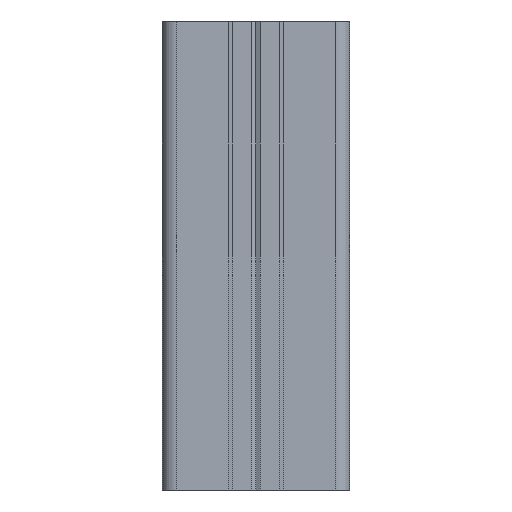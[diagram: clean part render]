
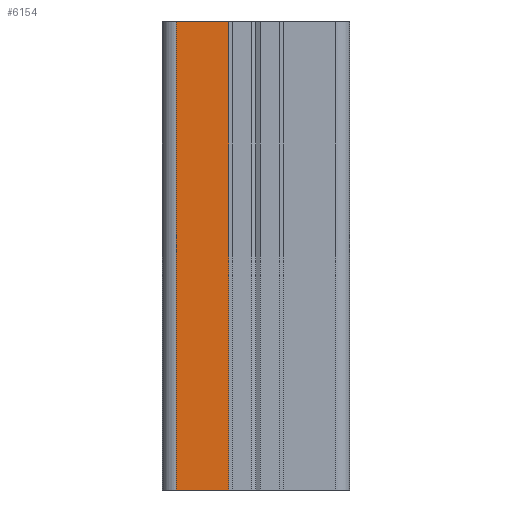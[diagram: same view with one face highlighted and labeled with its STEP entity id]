
A CAD part, front view. The second image highlights one B-rep face of the part: STEP entity #6154.
In plain terms, the highlighted planar face has unit normal (0, -1, 0).
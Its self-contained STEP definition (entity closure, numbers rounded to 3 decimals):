
#71 = DIRECTION ( 'NONE',  ( 0., 0., -1. ) ) ;
#72 = VECTOR ( 'NONE', #71, 1000. ) ;
#73 = CARTESIAN_POINT ( 'NONE',  ( -5.8, -60., 100. ) ) ;
#74 = LINE ( 'NONE', #73, #72 ) ;
#85 = FACE_OUTER_BOUND ( 'NONE', #6112, .T. ) ;
#104 = DIRECTION ( 'NONE',  ( 0., 0., 1. ) ) ;
#105 = DIRECTION ( 'NONE',  ( 0., 1., 0. ) ) ;
#106 = CARTESIAN_POINT ( 'NONE',  ( -5.8, -60., 100. ) ) ;
#109 = DIRECTION ( 'NONE',  ( 0., 0., -1. ) ) ;
#110 = VECTOR ( 'NONE', #109, 1000. ) ;
#111 = CARTESIAN_POINT ( 'NONE',  ( -17., -60., 100. ) ) ;
#112 = LINE ( 'NONE', #111, #110 ) ;
#113 = PLANE ( 'NONE',  #114 ) ;
#114 = AXIS2_PLACEMENT_3D ( 'NONE', #106, #105, #104 ) ;
#4100 = VERTEX_POINT ( 'NONE', #8787 ) ;
#4104 = EDGE_CURVE ( 'NONE', #4100, #4110, #8824, .T. ) ;
#4110 = VERTEX_POINT ( 'NONE', #8825 ) ;
#5013 = EDGE_CURVE ( 'NONE', #5037, #5030, #10389, .T. ) ;
#5030 = VERTEX_POINT ( 'NONE', #10423 ) ;
#5037 = VERTEX_POINT ( 'NONE', #10411 ) ;
#6112 = EDGE_LOOP ( 'NONE', ( #6155, #6153, #6137, #6141 ) ) ;
#6134 = EDGE_CURVE ( 'NONE', #4110, #5030, #74, .T. ) ;
#6137 = ORIENTED_EDGE ( 'NONE', *, *, #4104, .F. ) ;
#6141 = ORIENTED_EDGE ( 'NONE', *, *, #6150, .T. ) ;
#6150 = EDGE_CURVE ( 'NONE', #4100, #5037, #112, .T. ) ;
#6153 = ORIENTED_EDGE ( 'NONE', *, *, #6134, .F. ) ;
#6154 = ADVANCED_FACE ( 'NONE', ( #85 ), #113, .F. ) ;
#6155 = ORIENTED_EDGE ( 'NONE', *, *, #5013, .T. ) ;
#8787 = CARTESIAN_POINT ( 'NONE',  ( -17., -60., 100. ) ) ;
#8816 = DIRECTION ( 'NONE',  ( 1., 0., 0. ) ) ;
#8817 = VECTOR ( 'NONE', #8816, 1000. ) ;
#8818 = CARTESIAN_POINT ( 'NONE',  ( -5.8, -60., 100. ) ) ;
#8824 = LINE ( 'NONE', #8818, #8817 ) ;
#8825 = CARTESIAN_POINT ( 'NONE',  ( -5.8, -60., 100. ) ) ;
#10386 = DIRECTION ( 'NONE',  ( 1., 0., 0. ) ) ;
#10387 = VECTOR ( 'NONE', #10386, 1000. ) ;
#10388 = CARTESIAN_POINT ( 'NONE',  ( -5.8, -60., 0. ) ) ;
#10389 = LINE ( 'NONE', #10388, #10387 ) ;
#10411 = CARTESIAN_POINT ( 'NONE',  ( -17., -60., 0. ) ) ;
#10423 = CARTESIAN_POINT ( 'NONE',  ( -5.8, -60., 0. ) ) ;
